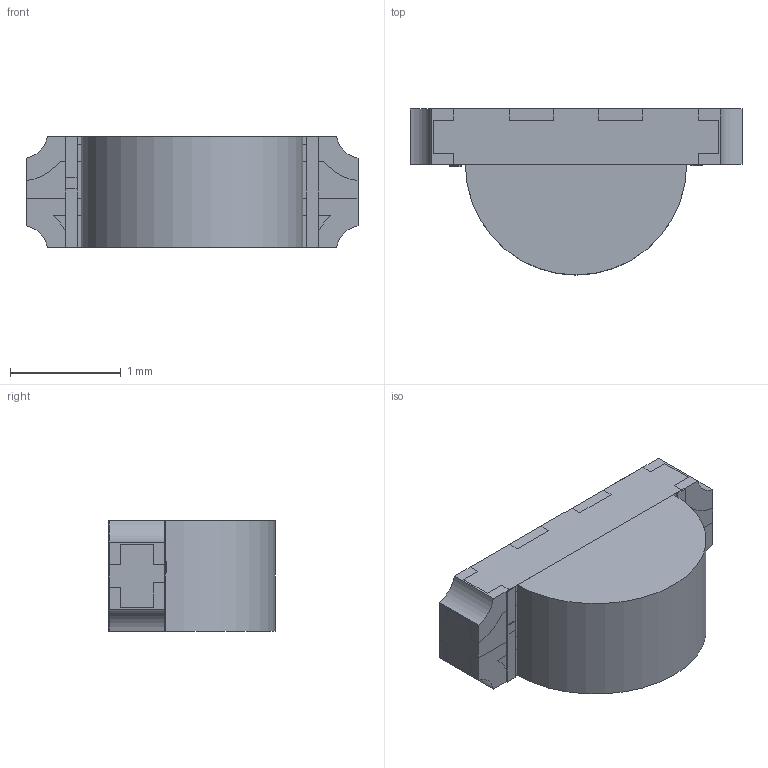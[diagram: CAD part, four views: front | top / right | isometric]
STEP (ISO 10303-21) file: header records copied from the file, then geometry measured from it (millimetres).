
FILE_DESCRIPTION( ( '' ), ' ' );
FILE_NAME( '5c351cfad1b59314d92463fc.step', '2019-01-08T21:58:19', ( '' ), ( '' ), ' ', ' ', ' ' );
FILE_SCHEMA( ( 'AUTOMOTIVE_DESIGN { 1 0 10303 214 1 1 1 1 }' ) );
Length unit declared in the file: metre
Products named in the file (12): Open CASCADE STEP translator 6.8 6; Open CASCADE STEP translator 6.8 5; Open CASCADE STEP translator 6.8 4; Open CASCADE STEP translator 6.8 3; Open CASCADE STEP translator 6.8 2; Open CASCADE STEP translator 6.8 1
Bounding box: 3 x 1.5 x 1 mm (x, y, z)
Volume: 3 mm3; surface area: 26.1 mm2
Topology: 12 solids, 12 shells, 168 faces, 432 edges, 288 vertices
Faces by surface type: plane 131, cylinder 37
Entity records: 8700 total; most frequent: CARTESIAN_POINT 900, DIRECTION 866, ORIENTED_EDGE 864, STYLED_ITEM 600, PRESENTATION_STYLE_ASSIGNMENT 600, COLOUR_RGB 600, EDGE_CURVE 432, CURVE_STYLE 432
